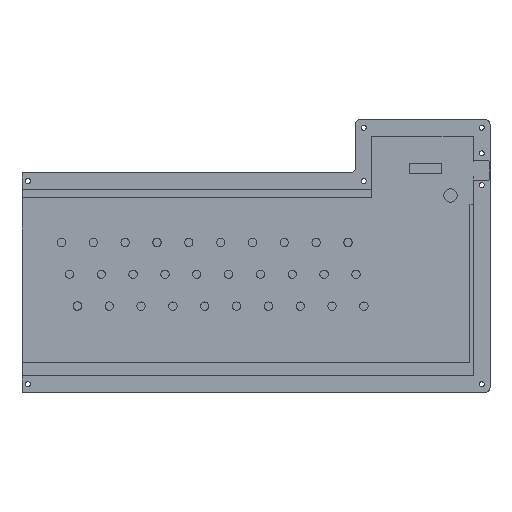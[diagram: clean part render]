
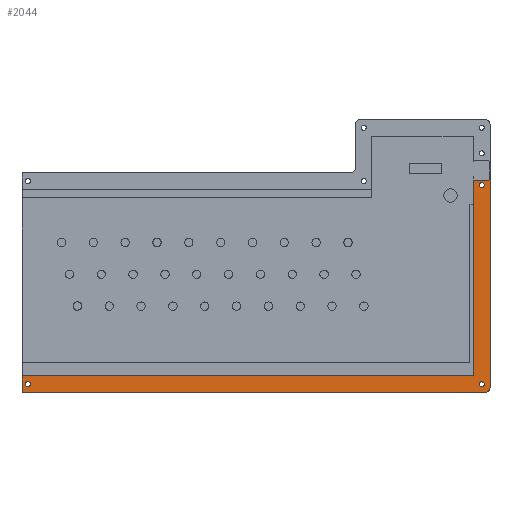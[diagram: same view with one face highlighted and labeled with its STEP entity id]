
A CAD part, top view. The second image highlights one B-rep face of the part: STEP entity #2044.
In plain terms, the highlighted planar face has unit normal (0, 0, 1).
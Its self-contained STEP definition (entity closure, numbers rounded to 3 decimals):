
#28=FACE_BOUND('',#331,.T.);
#29=FACE_BOUND('',#332,.T.);
#30=FACE_BOUND('',#333,.T.);
#88=PLANE('',#2227);
#180=FACE_OUTER_BOUND('',#330,.T.);
#330=EDGE_LOOP('',(#1492,#1493,#1494,#1495,#1496,#1497,#1498));
#331=EDGE_LOOP('',(#1499));
#332=EDGE_LOOP('',(#1500));
#333=EDGE_LOOP('',(#1501));
#523=LINE('',#3209,#696);
#526=LINE('',#3215,#699);
#527=LINE('',#3217,#700);
#528=LINE('',#3219,#701);
#529=LINE('',#3221,#702);
#530=LINE('',#3224,#703);
#696=VECTOR('',#2549,10.);
#699=VECTOR('',#2554,10.);
#700=VECTOR('',#2555,10.);
#701=VECTOR('',#2556,10.);
#702=VECTOR('',#2557,10.);
#703=VECTOR('',#2560,10.);
#875=CIRCLE('',#2228,3.);
#876=CIRCLE('',#2229,1.5);
#877=CIRCLE('',#2230,1.5);
#878=CIRCLE('',#2231,1.5);
#998=VERTEX_POINT('',#3206);
#999=VERTEX_POINT('',#3208);
#1001=VERTEX_POINT('',#3214);
#1002=VERTEX_POINT('',#3216);
#1003=VERTEX_POINT('',#3218);
#1004=VERTEX_POINT('',#3220);
#1005=VERTEX_POINT('',#3222);
#1006=VERTEX_POINT('',#3225);
#1007=VERTEX_POINT('',#3227);
#1008=VERTEX_POINT('',#3229);
#1193=EDGE_CURVE('',#999,#998,#523,.T.);
#1196=EDGE_CURVE('',#998,#1001,#526,.T.);
#1197=EDGE_CURVE('',#1001,#1002,#527,.T.);
#1198=EDGE_CURVE('',#1002,#1003,#528,.T.);
#1199=EDGE_CURVE('',#1003,#1004,#529,.T.);
#1200=EDGE_CURVE('',#1005,#1004,#875,.T.);
#1201=EDGE_CURVE('',#1005,#999,#530,.T.);
#1202=EDGE_CURVE('',#1006,#1006,#876,.T.);
#1203=EDGE_CURVE('',#1007,#1007,#877,.T.);
#1204=EDGE_CURVE('',#1008,#1008,#878,.T.);
#1492=ORIENTED_EDGE('',*,*,#1193,.T.);
#1493=ORIENTED_EDGE('',*,*,#1196,.T.);
#1494=ORIENTED_EDGE('',*,*,#1197,.T.);
#1495=ORIENTED_EDGE('',*,*,#1198,.T.);
#1496=ORIENTED_EDGE('',*,*,#1199,.T.);
#1497=ORIENTED_EDGE('',*,*,#1200,.F.);
#1498=ORIENTED_EDGE('',*,*,#1201,.T.);
#1499=ORIENTED_EDGE('',*,*,#1202,.T.);
#1500=ORIENTED_EDGE('',*,*,#1203,.T.);
#1501=ORIENTED_EDGE('',*,*,#1204,.T.);
#2044=ADVANCED_FACE('',(#180,#28,#29,#30),#88,.T.);
#2227=AXIS2_PLACEMENT_3D('',#3213,#2552,#2553);
#2228=AXIS2_PLACEMENT_3D('',#3223,#2558,#2559);
#2229=AXIS2_PLACEMENT_3D('',#3226,#2561,#2562);
#2230=AXIS2_PLACEMENT_3D('',#3228,#2563,#2564);
#2231=AXIS2_PLACEMENT_3D('',#3230,#2565,#2566);
#2549=DIRECTION('',(-1.,0.,0.));
#2552=DIRECTION('center_axis',(0.,0.,1.));
#2553=DIRECTION('ref_axis',(1.,0.,0.));
#2554=DIRECTION('',(0.,-1.,0.));
#2555=DIRECTION('',(-1.,0.,0.));
#2556=DIRECTION('',(0.,-1.,0.));
#2557=DIRECTION('',(1.,0.,0.));
#2558=DIRECTION('center_axis',(0.,0.,-1.));
#2559=DIRECTION('ref_axis',(0.707,-0.707,0.));
#2560=DIRECTION('',(0.,1.,0.));
#2561=DIRECTION('center_axis',(0.,0.,-1.));
#2562=DIRECTION('ref_axis',(-1.,0.,0.));
#2563=DIRECTION('center_axis',(0.,0.,-1.));
#2564=DIRECTION('ref_axis',(-1.,0.,0.));
#2565=DIRECTION('center_axis',(0.,0.,-1.));
#2566=DIRECTION('ref_axis',(-1.,0.,0.));
#3206=CARTESIAN_POINT('',(52.021,28.301,13.));
#3208=CARTESIAN_POINT('',(62.021,28.301,13.));
#3209=CARTESIAN_POINT('',(-8.001,28.301,13.));
#3213=CARTESIAN_POINT('Origin',(-78.023,-34.281,13.));
#3214=CARTESIAN_POINT('',(52.021,-88.863,13.));
#3215=CARTESIAN_POINT('',(52.021,30.301,13.));
#3216=CARTESIAN_POINT('',(-218.066,-88.863,13.));
#3217=CARTESIAN_POINT('',(52.021,-88.863,13.));
#3218=CARTESIAN_POINT('',(-218.066,-98.863,13.));
#3219=CARTESIAN_POINT('',(-218.066,32.674,13.));
#3220=CARTESIAN_POINT('',(59.021,-98.863,13.));
#3221=CARTESIAN_POINT('',(-218.066,-98.863,13.));
#3222=CARTESIAN_POINT('',(62.021,-95.863,13.));
#3223=CARTESIAN_POINT('Origin',(59.021,-95.863,13.));
#3224=CARTESIAN_POINT('',(62.021,-98.863,13.));
#3225=CARTESIAN_POINT('',(-213.066,-93.863,13.));
#3226=CARTESIAN_POINT('Origin',(-214.566,-93.863,13.));
#3227=CARTESIAN_POINT('',(58.521,-93.863,13.));
#3228=CARTESIAN_POINT('Origin',(57.021,-93.863,13.));
#3229=CARTESIAN_POINT('',(58.521,25.301,13.));
#3230=CARTESIAN_POINT('Origin',(57.021,25.301,13.));
